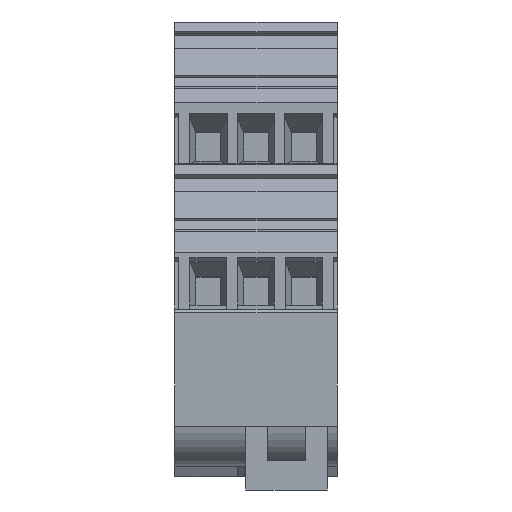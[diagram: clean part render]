
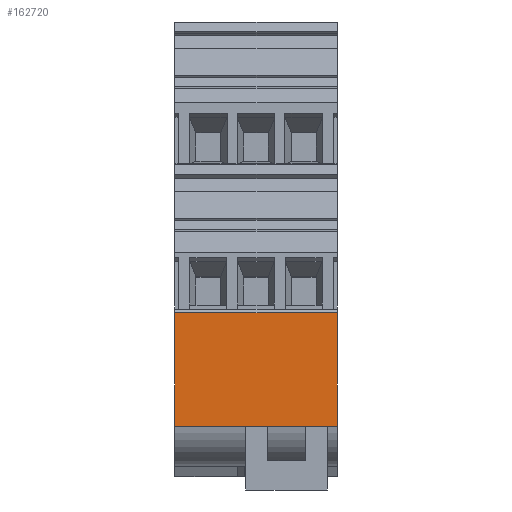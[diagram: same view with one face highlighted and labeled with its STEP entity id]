
A CAD part, front view. The second image highlights one B-rep face of the part: STEP entity #162720.
In plain terms, the highlighted face is planar.
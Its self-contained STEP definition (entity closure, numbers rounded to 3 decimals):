
#6790=CARTESIAN_POINT('',(24.341,17.056,-37.3));
#6800=VERTEX_POINT('',#6790);
#6830=CARTESIAN_POINT('',(24.341,-19.7,-37.3));
#6840=DIRECTION('',(0.,-1.,0.));
#6850=VECTOR('',#6840,1.);
#6860=LINE('',#6830,#6850);
#6870=CARTESIAN_POINT('',(24.341,29.406,-37.3));
#6880=VERTEX_POINT('',#6870);
#6890=EDGE_CURVE('',#6880,#6800,#6860,.T.);
#13400=CARTESIAN_POINT('',(24.341,17.056,-55.));
#13410=VERTEX_POINT('',#13400);
#13440=CARTESIAN_POINT('',(24.341,17.056,
-3.75));
#13450=DIRECTION('',(0.,0.,1.));
#13460=VECTOR('',#13450,1.);
#13470=LINE('',#13440,#13460);
#13480=EDGE_CURVE('',#13410,#6800,#13470,.T.);
#14420=CARTESIAN_POINT('',(24.341,29.406,-55.));
#14430=VERTEX_POINT('',#14420);
#14460=CARTESIAN_POINT('',(24.341,20.519,-55.));
#14470=DIRECTION('',(0.,1.,0.));
#14480=VECTOR('',#14470,1.);
#14490=LINE('',#14460,#14480);
#14500=EDGE_CURVE('',#13410,#14430,#14490,.T.);
#162450=CARTESIAN_POINT('',(24.341,29.406,
-3.75));
#162460=DIRECTION('',(0.,0.,1.));
#162470=VECTOR('',#162460,1.);
#162480=LINE('',#162450,#162470);
#162490=EDGE_CURVE('',#14430,#6880,#162480,.T.);
#162610=CARTESIAN_POINT('',(24.341,29.406,-55.));
#162620=DIRECTION('',(1.,0.,0.));
#162630=DIRECTION('',(0.,0.,-1.));
#162640=AXIS2_PLACEMENT_3D('',#162610,#162620,#162630);
#162650=PLANE('',#162640);
#162660=ORIENTED_EDGE('',*,*,#14500,.F.);
#162670=ORIENTED_EDGE('',*,*,#162490,.F.);
#162680=ORIENTED_EDGE('',*,*,#6890,.F.);
#162690=ORIENTED_EDGE('',*,*,#13480,.T.);
#162700=EDGE_LOOP('',(#162690,#162680,#162670,#162660));
#162710=FACE_OUTER_BOUND('',#162700,.T.);
#162720=ADVANCED_FACE('',(#162710),#162650,.F.);
